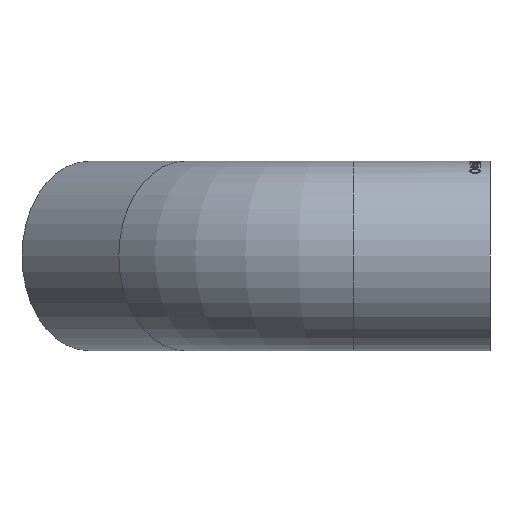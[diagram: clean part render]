
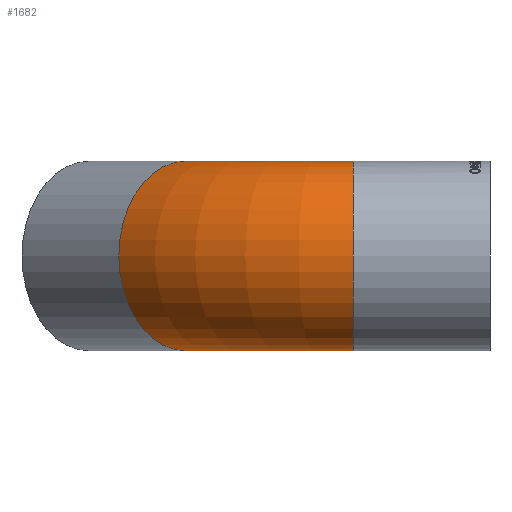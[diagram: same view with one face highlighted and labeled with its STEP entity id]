
A CAD part, left-side view. The second image highlights one B-rep face of the part: STEP entity #1682.
In plain terms, the highlighted toroidal (fillet/blend) face has major radius 95 mm and minor radius 38.05 mm.
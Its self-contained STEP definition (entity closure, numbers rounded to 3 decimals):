
#56 = DIRECTION ( 'NONE',  ( 0., 0., -1. ) ) ;
#184 = ORIENTED_EDGE ( 'NONE', *, *, #2419, .F. ) ;
#289 = AXIS2_PLACEMENT_3D ( 'NONE', #3239, #662, #1192 ) ;
#332 = VERTEX_POINT ( 'NONE', #2323 ) ;
#526 = CIRCLE ( 'NONE', #1894, 38.05 ) ;
#662 = DIRECTION ( 'NONE',  ( 0.707, 0.707, 0. ) ) ;
#915 = TOROIDAL_SURFACE ( 'NONE', #3350, 95., 38.05 ) ;
#1189 = DIRECTION ( 'NONE',  ( -1., 0., 0. ) ) ;
#1192 = DIRECTION ( 'NONE',  ( 0., 0., 1. ) ) ;
#1319 = EDGE_LOOP ( 'NONE', ( #1358 ) ) ;
#1358 = ORIENTED_EDGE ( 'NONE', *, *, #3481, .T. ) ;
#1589 = EDGE_LOOP ( 'NONE', ( #184 ) ) ;
#1682 = ADVANCED_FACE ( 'NONE', ( #1747, #2885 ), #915, .T. ) ;
#1747 = FACE_OUTER_BOUND ( 'NONE', #1589, .T. ) ;
#1894 = AXIS2_PLACEMENT_3D ( 'NONE', #3617, #3580, #2307 ) ;
#2130 = CIRCLE ( 'NONE', #289, 38.05 ) ;
#2307 = DIRECTION ( 'NONE',  ( 0., 0., 1. ) ) ;
#2323 = CARTESIAN_POINT ( 'NONE',  ( -67.175, 122.175, 38.05 ) ) ;
#2419 = EDGE_CURVE ( 'NONE', #332, #332, #2130, .T. ) ;
#2609 = CARTESIAN_POINT ( 'NONE',  ( 0., 55., 0. ) ) ;
#2885 = FACE_OUTER_BOUND ( 'NONE', #1319, .T. ) ;
#3176 = VERTEX_POINT ( 'NONE', #3485 ) ;
#3239 = CARTESIAN_POINT ( 'NONE',  ( -67.175, 122.175, 0. ) ) ;
#3350 = AXIS2_PLACEMENT_3D ( 'NONE', #2609, #56, #1189 ) ;
#3481 = EDGE_CURVE ( 'NONE', #3176, #3176, #526, .T. ) ;
#3485 = CARTESIAN_POINT ( 'NONE',  ( -95., 55., 38.05 ) ) ;
#3580 = DIRECTION ( 'NONE',  ( 0., 1., 0. ) ) ;
#3617 = CARTESIAN_POINT ( 'NONE',  ( -95., 55., 0. ) ) ;
